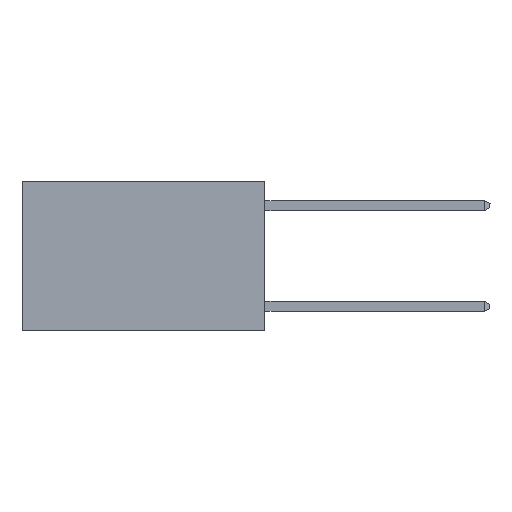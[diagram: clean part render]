
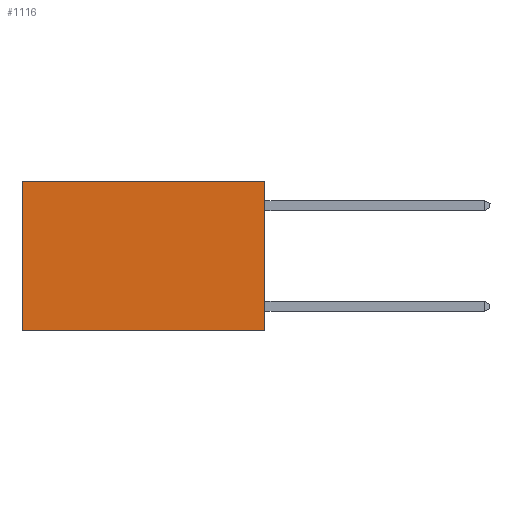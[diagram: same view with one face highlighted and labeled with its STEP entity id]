
A CAD part, left-side view. The second image highlights one B-rep face of the part: STEP entity #1116.
In plain terms, the highlighted planar face has unit normal (-1, 0, 0).
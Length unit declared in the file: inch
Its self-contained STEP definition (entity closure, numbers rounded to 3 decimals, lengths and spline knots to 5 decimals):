
#64 = EDGE_CURVE ( 'NONE', #3384, #4998, #2920, .T. ) ;
#1040 = VECTOR ( 'NONE', #4422, 39.37008 ) ;
#1044 = CARTESIAN_POINT ( 'NONE',  ( 0.2625, 0.6, 0. ) ) ;
#1116 = ADVANCED_FACE ( 'NONE', ( #5678 ), #8474, .F. ) ;
#1136 = CARTESIAN_POINT ( 'NONE',  ( 0.2625, 0.6, -0.37 ) ) ;
#1371 = ORIENTED_EDGE ( 'NONE', *, *, #2853, .T. ) ;
#1617 = CARTESIAN_POINT ( 'NONE',  ( 0.2625, 0., 0. ) ) ;
#1911 = ORIENTED_EDGE ( 'NONE', *, *, #5366, .F. ) ;
#2028 = CARTESIAN_POINT ( 'NONE',  ( 0.2625, 0., -0.37 ) ) ;
#2206 = DIRECTION ( 'NONE',  ( 1., 0., 0. ) ) ;
#2521 = LINE ( 'NONE', #4671, #4510 ) ;
#2853 = EDGE_CURVE ( 'NONE', #7913, #3384, #8518, .T. ) ;
#2920 = LINE ( 'NONE', #3520, #3833 ) ;
#3223 = VERTEX_POINT ( 'NONE', #2028 ) ;
#3384 = VERTEX_POINT ( 'NONE', #1044 ) ;
#3423 = ORIENTED_EDGE ( 'NONE', *, *, #7583, .F. ) ;
#3520 = CARTESIAN_POINT ( 'NONE',  ( 0.2625, 0.6, 0. ) ) ;
#3833 = VECTOR ( 'NONE', #4257, 39.37008 ) ;
#3957 = ORIENTED_EDGE ( 'NONE', *, *, #64, .T. ) ;
#4257 = DIRECTION ( 'NONE',  ( 0., 0., -1. ) ) ;
#4422 = DIRECTION ( 'NONE',  ( 0., 0., -1. ) ) ;
#4510 = VECTOR ( 'NONE', #6725, 39.37008 ) ;
#4602 = AXIS2_PLACEMENT_3D ( 'NONE', #5767, #2206, #7097 ) ;
#4671 = CARTESIAN_POINT ( 'NONE',  ( 0.2625, 0., -0.37 ) ) ;
#4992 = CARTESIAN_POINT ( 'NONE',  ( 0.2625, 0., 0. ) ) ;
#4998 = VERTEX_POINT ( 'NONE', #1136 ) ;
#5109 = LINE ( 'NONE', #1617, #1040 ) ;
#5217 = DIRECTION ( 'NONE',  ( 0., 1., 0. ) ) ;
#5366 = EDGE_CURVE ( 'NONE', #7913, #3223, #5109, .T. ) ;
#5678 = FACE_OUTER_BOUND ( 'NONE', #7667, .T. ) ;
#5767 = CARTESIAN_POINT ( 'NONE',  ( 0.2625, 0., 0. ) ) ;
#6537 = VECTOR ( 'NONE', #5217, 39.37008 ) ;
#6725 = DIRECTION ( 'NONE',  ( 0., 1., 0. ) ) ;
#7097 = DIRECTION ( 'NONE',  ( 0., 0., -1. ) ) ;
#7583 = EDGE_CURVE ( 'NONE', #3223, #4998, #2521, .T. ) ;
#7667 = EDGE_LOOP ( 'NONE', ( #3957, #3423, #1911, #1371 ) ) ;
#7913 = VERTEX_POINT ( 'NONE', #4992 ) ;
#8474 = PLANE ( 'NONE',  #4602 ) ;
#8518 = LINE ( 'NONE', #8686, #6537 ) ;
#8686 = CARTESIAN_POINT ( 'NONE',  ( 0.2625, 0., 0. ) ) ;
